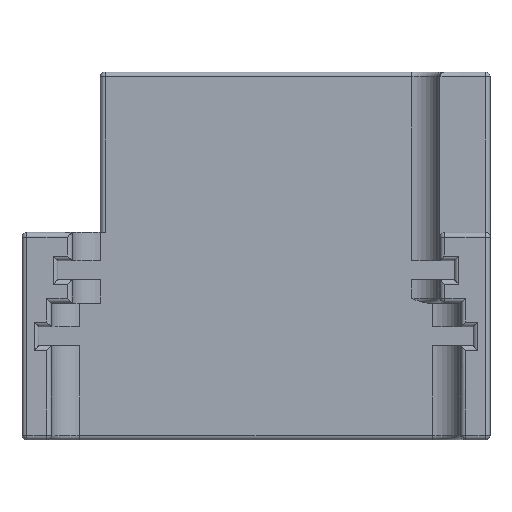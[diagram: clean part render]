
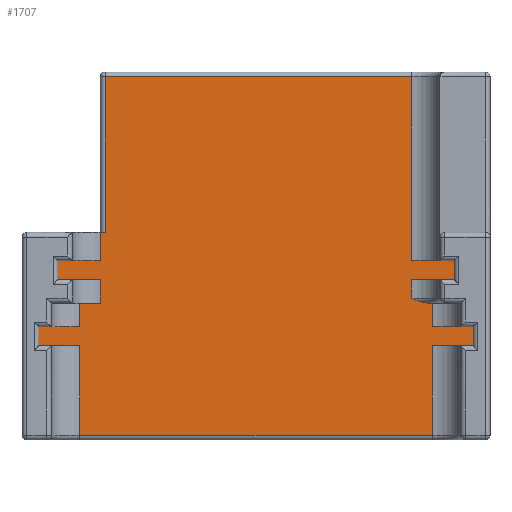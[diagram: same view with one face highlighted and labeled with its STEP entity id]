
A CAD part, front view. The second image highlights one B-rep face of the part: STEP entity #1707.
In plain terms, the highlighted planar face has unit normal (0, -1, 0).
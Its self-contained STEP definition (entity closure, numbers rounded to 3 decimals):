
#31=B_SPLINE_CURVE_WITH_KNOTS('',3,(#2602,#2603,#2604,#2605),
 .UNSPECIFIED.,.F.,.F.,(4,4),(0.382,0.56),
 .UNSPECIFIED.);
#172=FACE_OUTER_BOUND('',#283,.T.);
#283=EDGE_LOOP('',(#1324,#1325,#1326,#1327,#1328,#1329,#1330,#1331,#1332,
#1333,#1334,#1335,#1336,#1337,#1338,#1339,#1340,#1341,#1342,#1343,#1344,
#1345,#1346,#1347,#1348,#1349,#1350));
#436=LINE('',#2701,#589);
#439=LINE('',#2705,#592);
#454=LINE('',#2760,#607);
#478=LINE('',#2838,#631);
#480=LINE('',#2845,#633);
#483=LINE('',#2851,#636);
#485=LINE('',#2855,#638);
#486=LINE('',#2858,#639);
#487=LINE('',#2860,#640);
#488=LINE('',#2861,#641);
#489=LINE('',#2863,#642);
#490=LINE('',#2865,#643);
#491=LINE('',#2867,#644);
#492=LINE('',#2869,#645);
#493=LINE('',#2870,#646);
#494=LINE('',#2872,#647);
#495=LINE('',#2874,#648);
#496=LINE('',#2876,#649);
#497=LINE('',#2878,#650);
#498=LINE('',#2880,#651);
#499=LINE('',#2882,#652);
#500=LINE('',#2884,#653);
#501=LINE('',#2886,#654);
#502=LINE('',#2888,#655);
#503=LINE('',#2890,#656);
#504=LINE('',#2891,#657);
#589=VECTOR('',#2130,10.);
#592=VECTOR('',#2135,10.);
#607=VECTOR('',#2200,10.);
#631=VECTOR('',#2292,10.);
#633=VECTOR('',#2300,10.);
#636=VECTOR('',#2307,10.);
#638=VECTOR('',#2311,10.);
#639=VECTOR('',#2314,10.);
#640=VECTOR('',#2315,10.);
#641=VECTOR('',#2316,10.);
#642=VECTOR('',#2317,10.);
#643=VECTOR('',#2318,10.);
#644=VECTOR('',#2319,10.);
#645=VECTOR('',#2320,10.);
#646=VECTOR('',#2321,10.);
#647=VECTOR('',#2322,10.);
#648=VECTOR('',#2323,10.);
#649=VECTOR('',#2324,10.);
#650=VECTOR('',#2325,10.);
#651=VECTOR('',#2326,10.);
#652=VECTOR('',#2327,10.);
#653=VECTOR('',#2328,10.);
#654=VECTOR('',#2329,10.);
#655=VECTOR('',#2330,10.);
#656=VECTOR('',#2331,10.);
#657=VECTOR('',#2332,10.);
#728=VERTEX_POINT('',#2592);
#731=VERTEX_POINT('',#2599);
#732=VERTEX_POINT('',#2601);
#762=VERTEX_POINT('',#2694);
#763=VERTEX_POINT('',#2698);
#777=VERTEX_POINT('',#2752);
#779=VERTEX_POINT('',#2758);
#799=VERTEX_POINT('',#2837);
#801=VERTEX_POINT('',#2843);
#802=VERTEX_POINT('',#2849);
#803=VERTEX_POINT('',#2853);
#804=VERTEX_POINT('',#2857);
#805=VERTEX_POINT('',#2859);
#806=VERTEX_POINT('',#2862);
#807=VERTEX_POINT('',#2864);
#808=VERTEX_POINT('',#2866);
#809=VERTEX_POINT('',#2868);
#810=VERTEX_POINT('',#2871);
#811=VERTEX_POINT('',#2873);
#812=VERTEX_POINT('',#2875);
#813=VERTEX_POINT('',#2877);
#814=VERTEX_POINT('',#2879);
#815=VERTEX_POINT('',#2881);
#816=VERTEX_POINT('',#2883);
#817=VERTEX_POINT('',#2885);
#818=VERTEX_POINT('',#2887);
#819=VERTEX_POINT('',#2889);
#876=EDGE_CURVE('',#731,#732,#31,.F.);
#923=EDGE_CURVE('',#763,#762,#436,.T.);
#926=EDGE_CURVE('',#762,#728,#439,.T.);
#954=EDGE_CURVE('',#779,#777,#454,.T.);
#995=EDGE_CURVE('',#777,#799,#478,.T.);
#999=EDGE_CURVE('',#801,#779,#480,.T.);
#1002=EDGE_CURVE('',#802,#801,#483,.T.);
#1004=EDGE_CURVE('',#803,#802,#485,.T.);
#1005=EDGE_CURVE('',#804,#803,#486,.T.);
#1006=EDGE_CURVE('',#805,#804,#487,.T.);
#1007=EDGE_CURVE('',#805,#732,#488,.T.);
#1008=EDGE_CURVE('',#806,#731,#489,.T.);
#1009=EDGE_CURVE('',#807,#806,#490,.T.);
#1010=EDGE_CURVE('',#808,#807,#491,.T.);
#1011=EDGE_CURVE('',#809,#808,#492,.T.);
#1012=EDGE_CURVE('',#728,#809,#493,.T.);
#1013=EDGE_CURVE('',#810,#763,#494,.T.);
#1014=EDGE_CURVE('',#811,#810,#495,.T.);
#1015=EDGE_CURVE('',#812,#811,#496,.T.);
#1016=EDGE_CURVE('',#813,#812,#497,.T.);
#1017=EDGE_CURVE('',#814,#813,#498,.T.);
#1018=EDGE_CURVE('',#815,#814,#499,.T.);
#1019=EDGE_CURVE('',#815,#816,#500,.T.);
#1020=EDGE_CURVE('',#817,#816,#501,.T.);
#1021=EDGE_CURVE('',#818,#817,#502,.T.);
#1022=EDGE_CURVE('',#819,#818,#503,.T.);
#1023=EDGE_CURVE('',#799,#819,#504,.T.);
#1324=ORIENTED_EDGE('',*,*,#954,.F.);
#1325=ORIENTED_EDGE('',*,*,#999,.F.);
#1326=ORIENTED_EDGE('',*,*,#1002,.F.);
#1327=ORIENTED_EDGE('',*,*,#1004,.F.);
#1328=ORIENTED_EDGE('',*,*,#1005,.F.);
#1329=ORIENTED_EDGE('',*,*,#1006,.F.);
#1330=ORIENTED_EDGE('',*,*,#1007,.T.);
#1331=ORIENTED_EDGE('',*,*,#876,.F.);
#1332=ORIENTED_EDGE('',*,*,#1008,.F.);
#1333=ORIENTED_EDGE('',*,*,#1009,.F.);
#1334=ORIENTED_EDGE('',*,*,#1010,.F.);
#1335=ORIENTED_EDGE('',*,*,#1011,.F.);
#1336=ORIENTED_EDGE('',*,*,#1012,.F.);
#1337=ORIENTED_EDGE('',*,*,#926,.F.);
#1338=ORIENTED_EDGE('',*,*,#923,.F.);
#1339=ORIENTED_EDGE('',*,*,#1013,.F.);
#1340=ORIENTED_EDGE('',*,*,#1014,.F.);
#1341=ORIENTED_EDGE('',*,*,#1015,.F.);
#1342=ORIENTED_EDGE('',*,*,#1016,.F.);
#1343=ORIENTED_EDGE('',*,*,#1017,.F.);
#1344=ORIENTED_EDGE('',*,*,#1018,.F.);
#1345=ORIENTED_EDGE('',*,*,#1019,.T.);
#1346=ORIENTED_EDGE('',*,*,#1020,.F.);
#1347=ORIENTED_EDGE('',*,*,#1021,.F.);
#1348=ORIENTED_EDGE('',*,*,#1022,.F.);
#1349=ORIENTED_EDGE('',*,*,#1023,.F.);
#1350=ORIENTED_EDGE('',*,*,#995,.F.);
#1623=PLANE('',#1906);
#1707=ADVANCED_FACE('',(#172),#1623,.T.);
#1906=AXIS2_PLACEMENT_3D('',#2856,#2312,#2313);
#2130=DIRECTION('',(0.,0.,1.));
#2135=DIRECTION('',(1.,0.,0.));
#2200=DIRECTION('',(-1.,0.,0.));
#2292=DIRECTION('',(0.,0.,1.));
#2300=DIRECTION('',(0.,0.,-1.));
#2307=DIRECTION('',(-1.,0.,0.));
#2311=DIRECTION('',(0.,0.,-1.));
#2312=DIRECTION('center_axis',(0.,-1.,0.));
#2313=DIRECTION('ref_axis',(1.,0.,0.));
#2314=DIRECTION('',(1.,0.,0.));
#2315=DIRECTION('',(0.,0.,-1.));
#2316=DIRECTION('',(-1.,0.,0.));
#2317=DIRECTION('',(0.,0.,-1.));
#2318=DIRECTION('',(-1.,0.,0.));
#2319=DIRECTION('',(0.,0.,-1.));
#2320=DIRECTION('',(1.,0.,0.));
#2321=DIRECTION('',(0.,0.,-1.));
#2322=DIRECTION('',(1.,0.,0.));
#2323=DIRECTION('',(0.,0.,1.));
#2324=DIRECTION('',(1.,0.,0.));
#2325=DIRECTION('',(0.,0.,1.));
#2326=DIRECTION('',(-1.,0.,0.));
#2327=DIRECTION('',(0.,0.,1.));
#2328=DIRECTION('',(-1.,0.,0.));
#2329=DIRECTION('',(0.,0.,1.));
#2330=DIRECTION('',(1.,0.,0.));
#2331=DIRECTION('',(0.,0.,1.));
#2332=DIRECTION('',(-1.,0.,0.));
#2592=CARTESIAN_POINT('',(16.5,-2.,38.5));
#2599=CARTESIAN_POINT('',(16.5,-2.,15.));
#2601=CARTESIAN_POINT('',(18.303,-2.,14.5));
#2602=CARTESIAN_POINT('Ctrl Pts',(18.303,-2.,14.5));
#2603=CARTESIAN_POINT('Ctrl Pts',(17.708,-2.,14.5));
#2604=CARTESIAN_POINT('Ctrl Pts',(17.05,-2.,14.775));
#2605=CARTESIAN_POINT('Ctrl Pts',(16.5,-2.,15.));
#2694=CARTESIAN_POINT('',(-16.,-2.,38.5));
#2698=CARTESIAN_POINT('',(-16.,-2.,22.));
#2701=CARTESIAN_POINT('',(-16.,-2.,11.));
#2705=CARTESIAN_POINT('',(-7.675,-2.,38.5));
#2752=CARTESIAN_POINT('',(-18.7,-2.,0.5));
#2758=CARTESIAN_POINT('',(18.7,-2.,0.5));
#2760=CARTESIAN_POINT('',(-9.75,-2.,0.5));
#2837=CARTESIAN_POINT('',(-18.7,-2.,10.));
#2838=CARTESIAN_POINT('',(-18.7,-2.,0.));
#2843=CARTESIAN_POINT('',(18.7,-2.,10.));
#2845=CARTESIAN_POINT('',(18.7,-2.,0.));
#2849=CARTESIAN_POINT('',(23.,-2.,10.));
#2851=CARTESIAN_POINT('',(11.5,-2.,10.));
#2853=CARTESIAN_POINT('',(23.,-2.,12.));
#2855=CARTESIAN_POINT('',(23.,-2.,13.25));
#2856=CARTESIAN_POINT('Origin',(-19.5,-2.,0.));
#2857=CARTESIAN_POINT('',(18.7,-2.,12.));
#2858=CARTESIAN_POINT('',(-11.5,-2.,12.));
#2859=CARTESIAN_POINT('',(18.7,-2.,14.5));
#2860=CARTESIAN_POINT('',(18.7,-2.,0.));
#2861=CARTESIAN_POINT('',(-21.7,-2.,14.5));
#2862=CARTESIAN_POINT('',(16.5,-2.,17.));
#2863=CARTESIAN_POINT('',(16.5,-2.,0.));
#2864=CARTESIAN_POINT('',(21.,-2.,17.));
#2865=CARTESIAN_POINT('',(10.5,-2.,17.));
#2866=CARTESIAN_POINT('',(21.,-2.,19.));
#2867=CARTESIAN_POINT('',(21.,-2.,16.75));
#2868=CARTESIAN_POINT('',(16.5,-2.,19.));
#2869=CARTESIAN_POINT('',(-10.5,-2.,19.));
#2870=CARTESIAN_POINT('',(16.5,-2.,0.));
#2871=CARTESIAN_POINT('',(-16.5,-2.,22.));
#2872=CARTESIAN_POINT('',(-9.75,-2.,22.));
#2873=CARTESIAN_POINT('',(-16.5,-2.,19.));
#2874=CARTESIAN_POINT('',(-16.5,-2.,0.));
#2875=CARTESIAN_POINT('',(-21.,-2.,19.));
#2876=CARTESIAN_POINT('',(-10.5,-2.,19.));
#2877=CARTESIAN_POINT('',(-21.,-2.,17.));
#2878=CARTESIAN_POINT('',(-21.,-2.,15.75));
#2879=CARTESIAN_POINT('',(-16.5,-2.,17.));
#2880=CARTESIAN_POINT('',(10.5,-2.,17.));
#2881=CARTESIAN_POINT('',(-16.5,-2.,14.5));
#2882=CARTESIAN_POINT('',(-16.5,-2.,0.));
#2883=CARTESIAN_POINT('',(-18.7,-2.,14.5));
#2884=CARTESIAN_POINT('',(-21.7,-2.,14.5));
#2885=CARTESIAN_POINT('',(-18.7,-2.,12.));
#2886=CARTESIAN_POINT('',(-18.7,-2.,0.));
#2887=CARTESIAN_POINT('',(-23.,-2.,12.));
#2888=CARTESIAN_POINT('',(-11.5,-2.,12.));
#2889=CARTESIAN_POINT('',(-23.,-2.,10.));
#2890=CARTESIAN_POINT('',(-23.,-2.,12.25));
#2891=CARTESIAN_POINT('',(11.5,-2.,10.));
